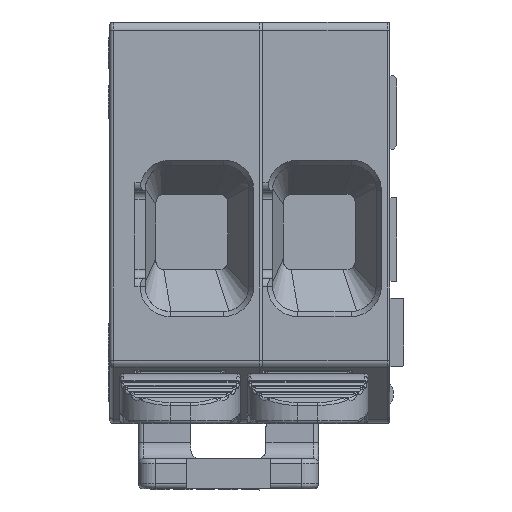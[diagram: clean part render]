
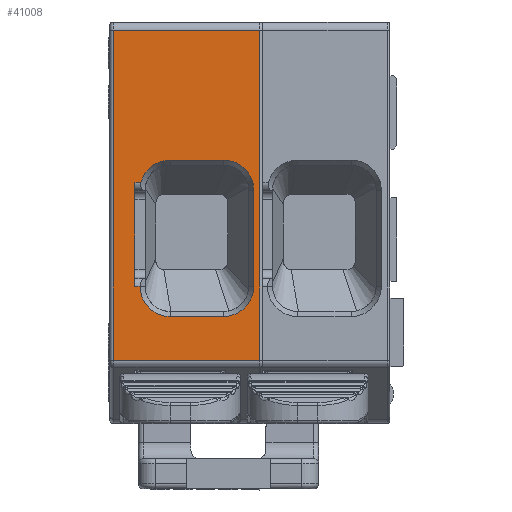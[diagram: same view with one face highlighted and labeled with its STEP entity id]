
A CAD part, left-side view. The second image highlights one B-rep face of the part: STEP entity #41008.
In plain terms, the highlighted planar face has unit normal (-1, 0, 0).
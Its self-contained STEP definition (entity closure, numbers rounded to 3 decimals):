
#1980=CIRCLE('',#43963,1.8);
#1981=CIRCLE('',#43966,1.8);
#1982=CIRCLE('',#43969,1.8);
#1983=CIRCLE('',#43972,1.8);
#8425=ORIENTED_EDGE('',*,*,#17937,.T.);
#8426=ORIENTED_EDGE('',*,*,#17932,.T.);
#8427=ORIENTED_EDGE('',*,*,#17931,.T.);
#8428=ORIENTED_EDGE('',*,*,#17938,.T.);
#8429=ORIENTED_EDGE('',*,*,#17907,.T.);
#8430=ORIENTED_EDGE('',*,*,#17939,.T.);
#8431=ORIENTED_EDGE('',*,*,#17915,.T.);
#8432=ORIENTED_EDGE('',*,*,#17905,.F.);
#8433=ORIENTED_EDGE('',*,*,#17904,.T.);
#8434=ORIENTED_EDGE('',*,*,#17901,.F.);
#8435=ORIENTED_EDGE('',*,*,#17900,.T.);
#8436=ORIENTED_EDGE('',*,*,#17897,.F.);
#8437=ORIENTED_EDGE('',*,*,#17896,.T.);
#8438=ORIENTED_EDGE('',*,*,#17893,.F.);
#17893=EDGE_CURVE('',#22832,#23001,#1980,.T.);
#17896=EDGE_CURVE('',#23002,#23001,#27200,.T.);
#17897=EDGE_CURVE('',#23002,#23003,#1981,.T.);
#17900=EDGE_CURVE('',#23004,#23003,#27203,.T.);
#17901=EDGE_CURVE('',#23004,#23005,#1982,.T.);
#17904=EDGE_CURVE('',#23006,#23005,#27206,.T.);
#17905=EDGE_CURVE('',#23006,#23007,#1983,.T.);
#17907=EDGE_CURVE('',#22832,#23008,#27207,.T.);
#17915=EDGE_CURVE('',#23013,#23007,#27213,.T.);
#17931=EDGE_CURVE('',#22996,#23021,#27224,.T.);
#17932=EDGE_CURVE('',#23022,#22996,#27225,.T.);
#17937=EDGE_CURVE('',#23025,#23022,#27226,.T.);
#17938=EDGE_CURVE('',#23021,#23025,#27227,.T.);
#17939=EDGE_CURVE('',#23008,#23013,#27228,.T.);
#22832=VERTEX_POINT('',#63708);
#22996=VERTEX_POINT('',#64283);
#23001=VERTEX_POINT('',#64297);
#23002=VERTEX_POINT('',#64301);
#23003=VERTEX_POINT('',#64305);
#23004=VERTEX_POINT('',#64309);
#23005=VERTEX_POINT('',#64313);
#23006=VERTEX_POINT('',#64317);
#23007=VERTEX_POINT('',#64321);
#23008=VERTEX_POINT('',#64328);
#23013=VERTEX_POINT('',#64344);
#23021=VERTEX_POINT('',#64374);
#23022=VERTEX_POINT('',#64378);
#23025=VERTEX_POINT('',#64388);
#27200=LINE('',#64302,#31425);
#27203=LINE('',#64310,#31428);
#27206=LINE('',#64318,#31431);
#27207=LINE('',#64327,#31432);
#27213=LINE('',#64343,#31438);
#27224=LINE('',#64375,#31449);
#27225=LINE('',#64377,#31450);
#27226=LINE('',#64387,#31451);
#27227=LINE('',#64389,#31452);
#27228=LINE('',#64390,#31453);
#31425=VECTOR('',#51548,1000.);
#31428=VECTOR('',#51557,1000.);
#31431=VECTOR('',#51566,1000.);
#31432=VECTOR('',#51573,1000.);
#31438=VECTOR('',#51589,1000.);
#31449=VECTOR('',#51624,1000.);
#31450=VECTOR('',#51627,1000.);
#31451=VECTOR('',#51640,1000.);
#31452=VECTOR('',#51641,1000.);
#31453=VECTOR('',#51642,1000.);
#34586=EDGE_LOOP('',(#8425,#8426,#8427,#8428));
#34587=EDGE_LOOP('',(#8429,#8430,#8431,#8432,#8433,#8434,#8435,#8436,#8437,
#8438));
#37141=FACE_BOUND('',#34586,.T.);
#37142=FACE_BOUND('',#34587,.T.);
#39290=PLANE('',#43997);
#41008=ADVANCED_FACE('',(#37141,#37142),#39290,.T.);
#43963=AXIS2_PLACEMENT_3D('',#64296,#51542,#51543);
#43966=AXIS2_PLACEMENT_3D('',#64304,#51551,#51552);
#43969=AXIS2_PLACEMENT_3D('',#64312,#51560,#51561);
#43972=AXIS2_PLACEMENT_3D('',#64320,#51569,#51570);
#43997=AXIS2_PLACEMENT_3D('',#64386,#51638,#51639);
#51542=DIRECTION('',(-1.,0.,0.));
#51543=DIRECTION('',(0.,1.,0.));
#51548=DIRECTION('',(0.,1.,0.));
#51551=DIRECTION('',(-1.,0.,0.));
#51552=DIRECTION('',(0.,0.,-1.));
#51557=DIRECTION('',(0.,0.,-1.));
#51560=DIRECTION('',(-1.,0.,0.));
#51561=DIRECTION('',(0.,-1.,0.));
#51566=DIRECTION('',(0.,-1.,0.));
#51569=DIRECTION('',(-1.,0.,0.));
#51570=DIRECTION('',(0.,0.,1.));
#51573=DIRECTION('',(0.,1.,0.));
#51589=DIRECTION('',(0.,-1.,0.));
#51624=DIRECTION('',(0.,0.,1.));
#51627=DIRECTION('',(0.,-1.,0.));
#51638=DIRECTION('',(-1.,0.,0.));
#51639=DIRECTION('',(0.,0.,1.));
#51640=DIRECTION('',(0.,0.,-1.));
#51641=DIRECTION('',(0.,1.,0.));
#51642=DIRECTION('',(0.,0.,1.));
#63708=CARTESIAN_POINT('',(0.,88.724,-22.619));
#64283=CARTESIAN_POINT('',(0.,81.554,-27.03));
#64296=CARTESIAN_POINT('',(0.,86.924,-22.619));
#64297=CARTESIAN_POINT('',(0.,86.924,-24.419));
#64301=CARTESIAN_POINT('',(0.,83.724,-24.419));
#64302=CARTESIAN_POINT('',(0.,83.724,-24.419));
#64304=CARTESIAN_POINT('',(0.,83.724,-22.619));
#64305=CARTESIAN_POINT('',(0.,81.924,-22.619));
#64309=CARTESIAN_POINT('',(0.,81.924,-16.869));
#64310=CARTESIAN_POINT('',(0.,81.924,-16.869));
#64312=CARTESIAN_POINT('',(0.,83.724,-16.869));
#64313=CARTESIAN_POINT('',(0.,83.724,-15.069));
#64317=CARTESIAN_POINT('',(0.,86.924,-15.069));
#64318=CARTESIAN_POINT('',(0.,86.924,-15.069));
#64320=CARTESIAN_POINT('',(0.,86.924,-16.869));
#64321=CARTESIAN_POINT('',(0.,88.667,-16.419));
#64327=CARTESIAN_POINT('',(0.,88.724,-22.619));
#64328=CARTESIAN_POINT('',(0.,89.024,-22.619));
#64343=CARTESIAN_POINT('',(0.,89.024,-16.419));
#64344=CARTESIAN_POINT('',(0.,89.024,-16.419));
#64374=CARTESIAN_POINT('',(0.,81.554,-7.319));
#64375=CARTESIAN_POINT('',(0.,81.554,-27.03));
#64377=CARTESIAN_POINT('',(0.,89.024,-27.03));
#64378=CARTESIAN_POINT('',(0.,90.324,-27.03));
#64386=CARTESIAN_POINT('',(0.,81.524,-27.03));
#64387=CARTESIAN_POINT('',(0.,90.324,-7.319));
#64388=CARTESIAN_POINT('',(0.,90.324,-7.319));
#64389=CARTESIAN_POINT('',(0.,81.554,-7.319));
#64390=CARTESIAN_POINT('',(0.,89.024,-27.03));
